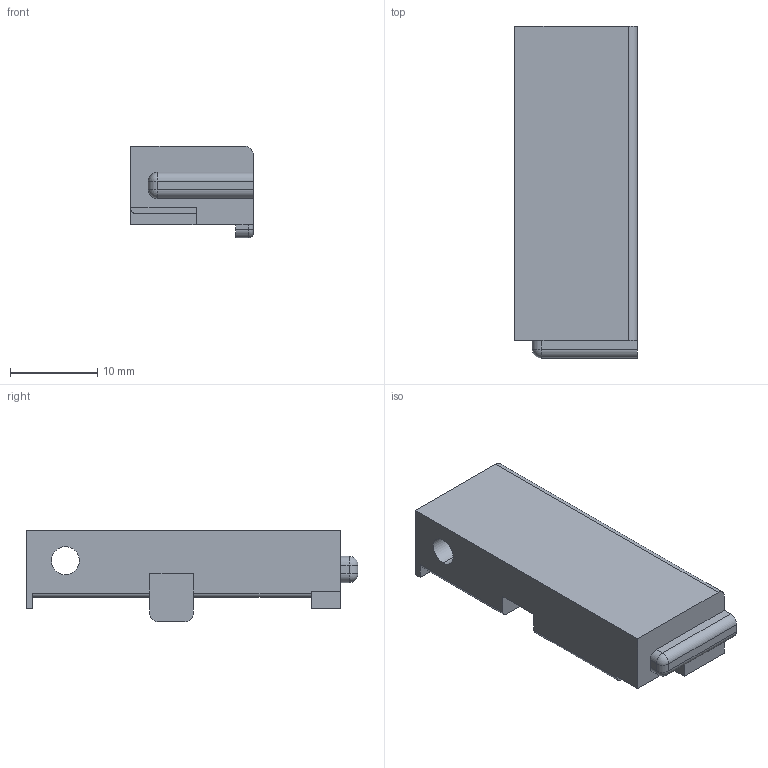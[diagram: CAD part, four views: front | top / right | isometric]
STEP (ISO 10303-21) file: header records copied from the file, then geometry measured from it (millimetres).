
FILE_DESCRIPTION (( 'STEP AP203' ), '1' );
FILE_NAME ('MIPI ¸Ç°å.STEP', '2022-10-14T15:00:03', ( '' ), ( '' ), 'SwSTEP 2.0', 'SolidWorks 2021', '' );
FILE_SCHEMA (( 'CONFIG_CONTROL_DESIGN' ));
Length unit declared in the file: millimetre
Products named in the file (1): MIPI 裔啣
Bounding box: 14 x 38 x 10.5 mm (x, y, z)
Volume: 3646.5 mm3; surface area: 2174.2 mm2
Topology: 1 solids, 1 shells, 170 faces, 452 edges, 295 vertices
Faces by surface type: plane 100, bspline 47, cylinder 19, torus 2, sphere 2
Entity records: 7231 total; most frequent: CARTESIAN_POINT 3235, ORIENTED_EDGE 900, DIRECTION 636, EDGE_CURVE 450, VECTOR 316, LINE 316, VERTEX_POINT 295, EDGE_LOOP 185
